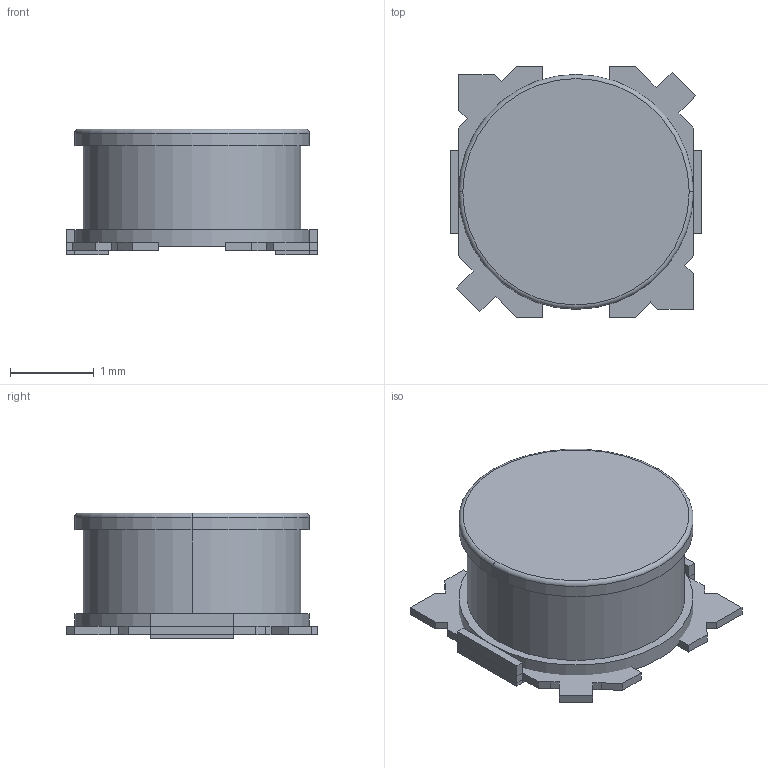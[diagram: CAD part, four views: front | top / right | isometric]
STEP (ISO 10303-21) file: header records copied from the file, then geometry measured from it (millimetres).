
FILE_DESCRIPTION((''),'2;1');
FILE_NAME('IND_PANASONIC_ELLVGG.stp','2014-09-15T16:49:17',(''),(''),'Mechanical Desktop 2011','Mechanical Desktop 2011',', , ');
FILE_SCHEMA(('AUTOMOTIVE_DESIGN { 1 2 10303 214 1 1 1 1 }'));
Length unit declared in the file: millimetre
Products named in the file (1): Product
Bounding box: 3 x 3 x 1.5 mm (x, y, z)
Volume: 8.5 mm3; surface area: 63.8 mm2
Topology: 9 solids, 9 shells, 84 faces, 196 edges, 130 vertices
Faces by surface type: plane 58, bspline 18, cylinder 6, torus 2
Entity records: 2411 total; most frequent: CARTESIAN_POINT 465, ORIENTED_EDGE 392, DIRECTION 346, EDGE_CURVE 196, VECTOR 180, LINE 180, VERTEX_POINT 130, EDGE_LOOP 84
